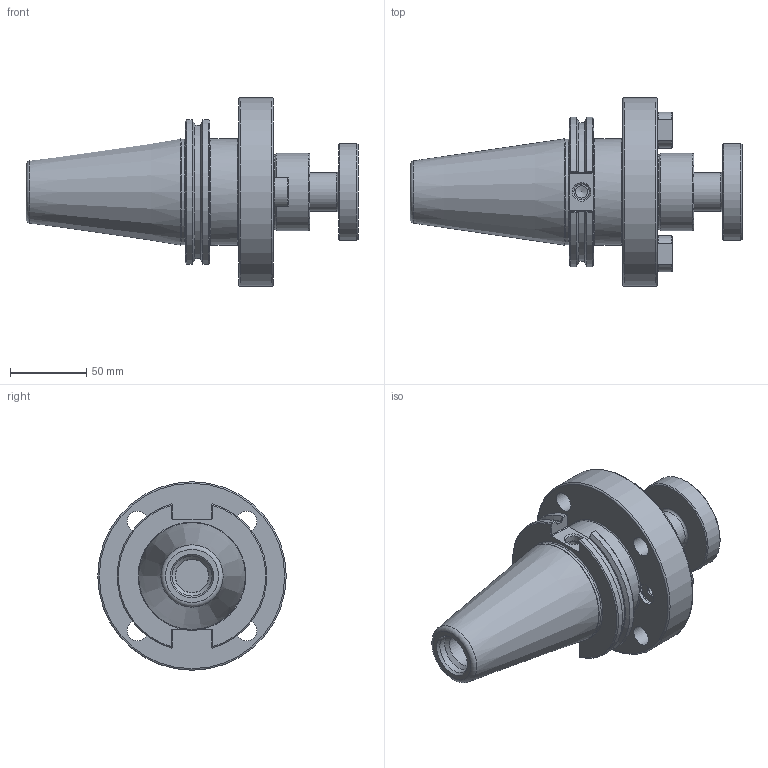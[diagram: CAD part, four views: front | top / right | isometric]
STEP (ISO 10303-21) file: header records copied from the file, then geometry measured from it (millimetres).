
FILE_DESCRIPTION((''),'2;1');
FILE_NAME('C50-20SM2.stp','2014-07-19T10:38:59',('kaykin'),(''),'Autodesk Inventor 2012','Autodesk Inventor 2012','');
FILE_SCHEMA(('AUTOMOTIVE_DESIGN { 1 0 10303 214 1 1 1 1 }'));
Length unit declared in the file: inch
Products named in the file (4): C50-20SM2; C50-20SM2-1; 20KY; 20LS
Assembly tree (4 placements, depth 2):
  C50-20SM2
    C50-20SM2-1
    20KY  x2
    20LS
Bounding box: 218.11 x 123.83 x 123.83 mm (x, y, z)
Volume: 725720.4 mm3; surface area: 104378.5 mm2
Topology: 4 solids, 4 shells, 172 faces, 423 edges, 269 vertices
Faces by surface type: plane 58, cylinder 50, cone 46, torus 10, bspline 8
Full cylindrical faces by diameter (mm): 6.35 x2, 8 x1, 10.135 x1, 12.751 x1, 13.386 x4, 18.288 x2, 18.529 x2, 19.037 x2, 19.177 x2, 21.971 x1, 23.444 x1, 25.4 x1, 26.162 x1, 26.365 x1, 49.276 x1, 50.8 x1, 63.5 x1, 69.342 x1, 69.85 x1, 123.825 x1
Entity records: 5223 total; most frequent: CARTESIAN_POINT 1758, DIRECTION 664, ORIENTED_EDGE 614, EDGE_CURVE 307, AXIS2_PLACEMENT_3D 281, EDGE_LOOP 238, VERTEX_POINT 227, FACE_OUTER_BOUND 154
